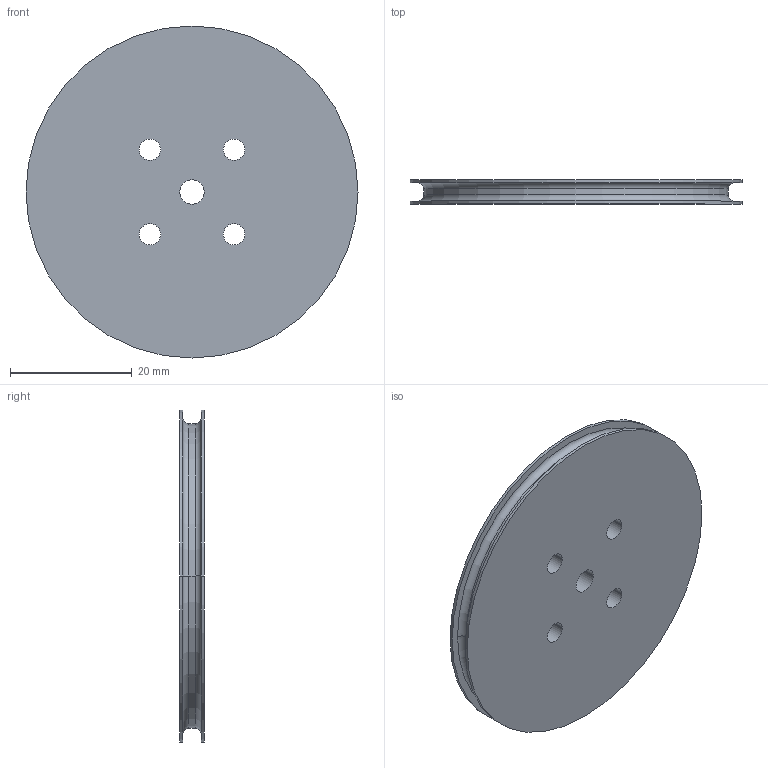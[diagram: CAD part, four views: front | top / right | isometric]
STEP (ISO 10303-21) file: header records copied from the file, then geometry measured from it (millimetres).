
FILE_DESCRIPTION((''),'2;1');
FILE_NAME('ROUE_ENCODEUSE','2018-02-08T',('Valentin'),(''),'CREO PARAMETRIC BY PTC INC, 2016260','CREO PARAMETRIC BY PTC INC, 2016260','');
FILE_SCHEMA(('CONFIG_CONTROL_DESIGN'));
Length unit declared in the file: millimetre
Products named in the file (1): ROUE_ENCODEUSE
Bounding box: 54.5 x 4 x 54.5 mm (x, y, z)
Volume: 8087.1 mm3; surface area: 6036.9 mm2
Topology: 1 solids, 1 shells, 24 faces, 56 edges, 36 vertices
Faces by surface type: cylinder 16, plane 4, torus 4
Entity records: 766 total; most frequent: DIRECTION 144, CARTESIAN_POINT 116, ORIENTED_EDGE 112, AXIS2_PLACEMENT_3D 64, EDGE_CURVE 56, CIRCLE 40, VERTEX_POINT 36, EDGE_LOOP 36
